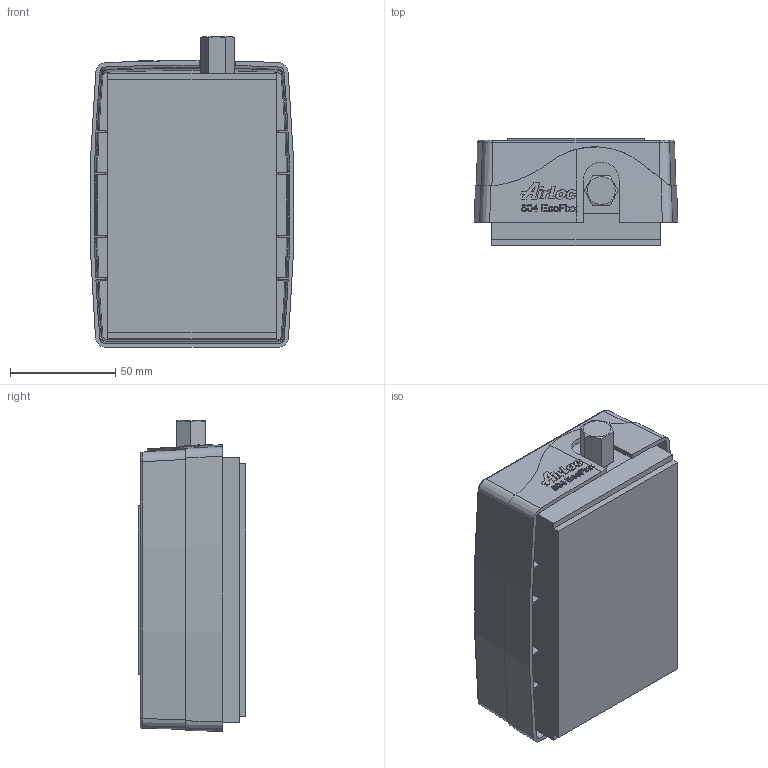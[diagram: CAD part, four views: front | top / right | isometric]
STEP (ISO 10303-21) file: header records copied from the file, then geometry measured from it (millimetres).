
FILE_DESCRIPTION (( 'STEP AP214' ), '1' );
FILE_NAME ('504-VRC-3-3.step', '2015-03-06T07:59:52', ( 'admin' ), ( '' ), 'SwSTEP 2.0', 'SolidWorks 2014', '' );
FILE_SCHEMA (( 'AUTOMOTIVE_DESIGN' ));
Length unit declared in the file: millimetre
Products named in the file (1): 504-VRC-3-3
Bounding box: 96.46 x 51 x 147.52 mm (x, y, z)
Volume: 523854.9 mm3; surface area: 84262.6 mm2
Topology: 1 solids, 4 shells, 427 faces, 1150 edges, 758 vertices
Faces by surface type: plane 227, bspline 94, cylinder 53, cone 47, torus 6
Entity records: 26653 total; most frequent: CARTESIAN_POINT 12452, ORIENTED_EDGE 2300, DIRECTION 1509, EDGE_CURVE 1150, VERTEX_POINT 758, AXIS2_PLACEMENT_3D 515, VECTOR 479, LINE 479
